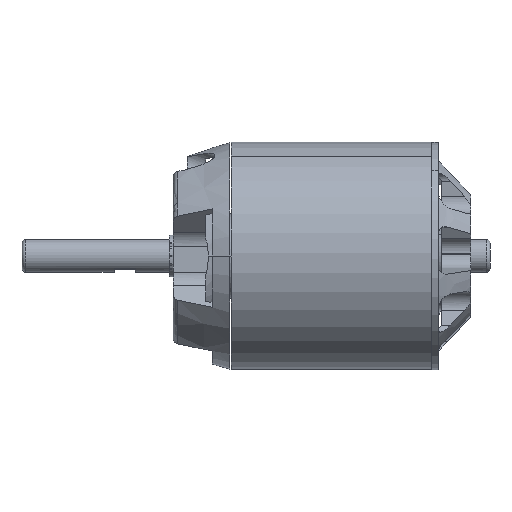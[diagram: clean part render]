
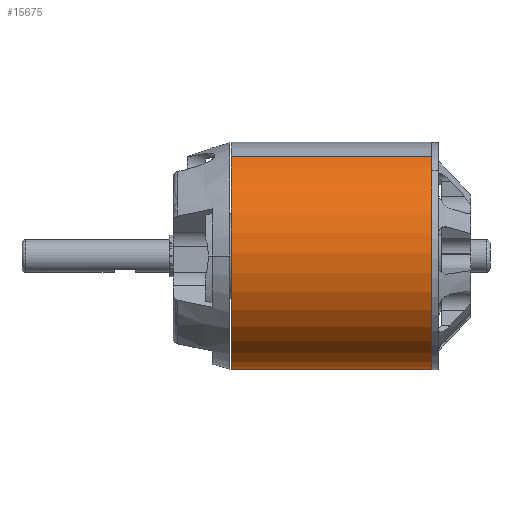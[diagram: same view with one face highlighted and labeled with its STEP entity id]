
A CAD part, left-side view. The second image highlights one B-rep face of the part: STEP entity #15675.
In plain terms, the highlighted cylindrical face has radius 17.575 mm (diameter 35.15 mm), a partial arc.
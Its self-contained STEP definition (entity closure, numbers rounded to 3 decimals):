
#54 = ORIENTED_EDGE ( 'NONE', *, *, #11730, .T. ) ;
#306 = DIRECTION ( 'NONE',  ( 0., -1., 0. ) ) ;
#823 = AXIS2_PLACEMENT_3D ( 'NONE', #20903, #1813, #3636 ) ;
#1026 = ORIENTED_EDGE ( 'NONE', *, *, #1095, .F. ) ;
#1095 = EDGE_CURVE ( 'NONE', #8040, #18861, #8504, .T. ) ;
#1813 = DIRECTION ( 'NONE',  ( 0., 1., 0. ) ) ;
#2441 = LINE ( 'NONE', #24246, #3399 ) ;
#3399 = VECTOR ( 'NONE', #14985, 1000. ) ;
#3457 = CIRCLE ( 'NONE', #12327, 17.575 ) ;
#3595 = DIRECTION ( 'NONE',  ( 0., 0., 1. ) ) ;
#3636 = DIRECTION ( 'NONE',  ( 0., 0., 1. ) ) ;
#3884 = VECTOR ( 'NONE', #306, 1000. ) ;
#4023 = CARTESIAN_POINT ( 'NONE',  ( 0., 31., 17.575 ) ) ;
#4901 = CARTESIAN_POINT ( 'NONE',  ( 0., 0., 17.575 ) ) ;
#4989 = AXIS2_PLACEMENT_3D ( 'NONE', #24262, #5083, #22345 ) ;
#5083 = DIRECTION ( 'NONE',  ( 0., -1., 0. ) ) ;
#5633 = ORIENTED_EDGE ( 'NONE', *, *, #10998, .F. ) ;
#8040 = VERTEX_POINT ( 'NONE', #17839 ) ;
#8504 = LINE ( 'NONE', #19374, #3884 ) ;
#9502 = CYLINDRICAL_SURFACE ( 'NONE', #4989, 17.575 ) ;
#10998 = EDGE_CURVE ( 'NONE', #19771, #8040, #3457, .T. ) ;
#11730 = EDGE_CURVE ( 'NONE', #27474, #18861, #27012, .T. ) ;
#12327 = AXIS2_PLACEMENT_3D ( 'NONE', #16667, #27079, #3595 ) ;
#14985 = DIRECTION ( 'NONE',  ( 0., -1., 0. ) ) ;
#15353 = ORIENTED_EDGE ( 'NONE', *, *, #17989, .T. ) ;
#15675 = ADVANCED_FACE ( 'NONE', ( #19985 ), #9502, .T. ) ;
#16667 = CARTESIAN_POINT ( 'NONE',  ( 0., 31., 0. ) ) ;
#17839 = CARTESIAN_POINT ( 'NONE',  ( 0., 31., -17.575 ) ) ;
#17989 = EDGE_CURVE ( 'NONE', #19771, #27474, #2441, .T. ) ;
#18233 = EDGE_LOOP ( 'NONE', ( #5633, #15353, #54, #1026 ) ) ;
#18861 = VERTEX_POINT ( 'NONE', #25129 ) ;
#19374 = CARTESIAN_POINT ( 'NONE',  ( 0., 31., -17.575 ) ) ;
#19771 = VERTEX_POINT ( 'NONE', #4023 ) ;
#19985 = FACE_OUTER_BOUND ( 'NONE', #18233, .T. ) ;
#20903 = CARTESIAN_POINT ( 'NONE',  ( 0., 0., 0. ) ) ;
#22345 = DIRECTION ( 'NONE',  ( 0., 0., -1. ) ) ;
#24246 = CARTESIAN_POINT ( 'NONE',  ( 0., 31., 17.575 ) ) ;
#24262 = CARTESIAN_POINT ( 'NONE',  ( 0., 31., 0. ) ) ;
#25129 = CARTESIAN_POINT ( 'NONE',  ( 0., 0., -17.575 ) ) ;
#27012 = CIRCLE ( 'NONE', #823, 17.575 ) ;
#27079 = DIRECTION ( 'NONE',  ( 0., 1., 0. ) ) ;
#27474 = VERTEX_POINT ( 'NONE', #4901 ) ;
